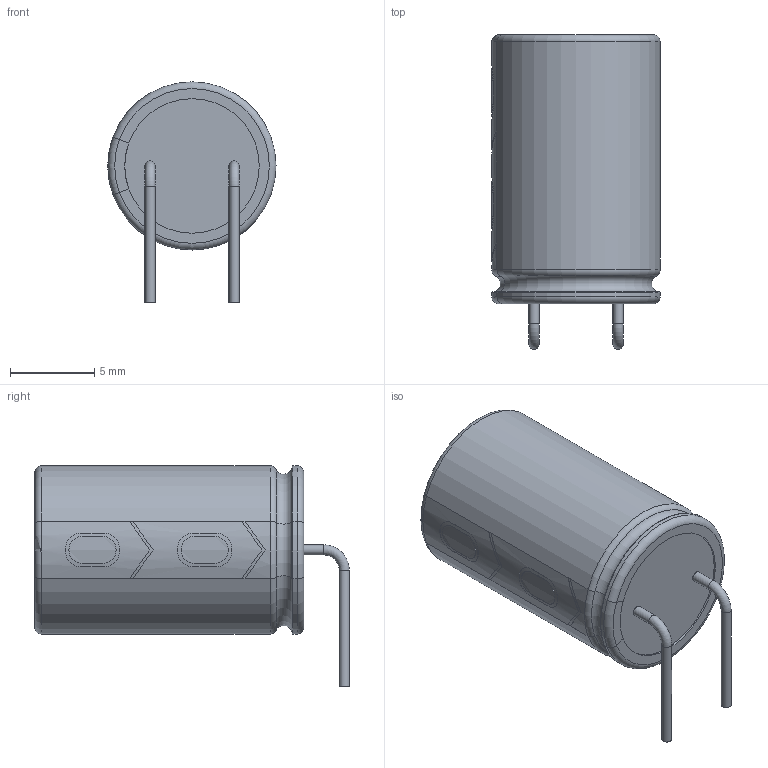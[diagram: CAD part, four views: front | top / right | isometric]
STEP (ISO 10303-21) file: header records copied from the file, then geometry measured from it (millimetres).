
FILE_DESCRIPTION(('STEP AP214'), '1');
FILE_NAME('El_Cap_RA', '', ('UNSPECIFIED'), ('UNSPECIFIED'), 'ASCON STEP Converter 1.6', 'ASCON Math Kernel', '');
FILE_SCHEMA(('AUTOMOTIVE_DESIGN { 1 0 10303 214 3 1 1}'));
Length unit declared in the file: millimetre
Bounding box: 10 x 18.7 x 13.1 mm (x, y, z)
Volume: 1236.5 mm3; surface area: 704.6 mm2
Topology: 1 solids, 1 shells, 104 faces, 278 edges, 184 vertices
Faces by surface type: plane 57, cylinder 35, torus 12
Full cylindrical faces by diameter (mm): 0.6 x4, 8 x1, 9 x1
Entity records: 4581 total; most frequent: CARTESIAN_POINT 1215, ORIENTED_EDGE 540, DIRECTION 489, EDGE_CURVE 270, VERTEX_POINT 184, AXIS2_PLACEMENT_3D 174, LINE 141, VECTOR 141
